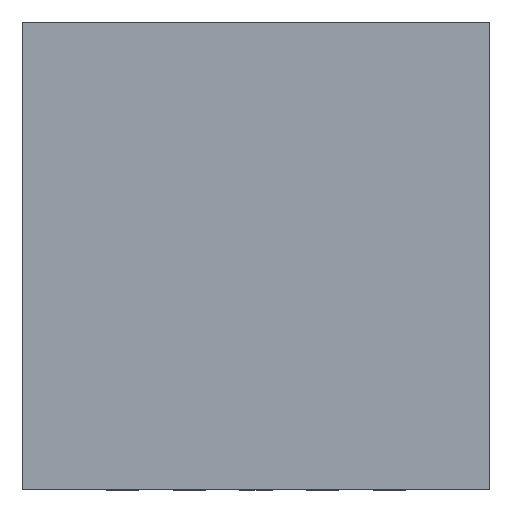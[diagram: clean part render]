
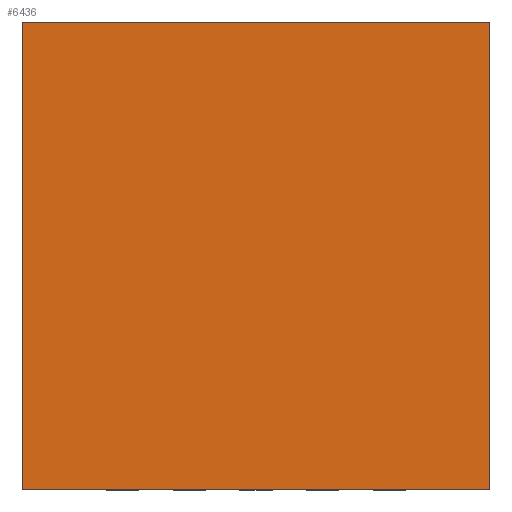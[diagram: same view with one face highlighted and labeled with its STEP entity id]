
A CAD part, top view. The second image highlights one B-rep face of the part: STEP entity #6436.
In plain terms, the highlighted face is planar.
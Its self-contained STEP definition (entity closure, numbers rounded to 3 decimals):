
#468=FACE_OUTER_BOUND('',#832,.T.);
#832=EDGE_LOOP('',(#5536,#5537,#5538,#5539));
#1550=LINE('',#10123,#2296);
#1561=LINE('',#10146,#2307);
#1622=LINE('',#10288,#2368);
#1695=LINE('',#10448,#2441);
#2296=VECTOR('',#8225,3.5);
#2307=VECTOR('',#8240,3.5);
#2368=VECTOR('',#8383,3.5);
#2441=VECTOR('',#8538,3.5);
#3004=VERTEX_POINT('',#10120);
#3005=VERTEX_POINT('',#10122);
#3015=VERTEX_POINT('',#10145);
#3055=VERTEX_POINT('',#10287);
#3768=EDGE_CURVE('',#3005,#3004,#1550,.T.);
#3779=EDGE_CURVE('',#3015,#3005,#1561,.T.);
#3850=EDGE_CURVE('',#3055,#3015,#1622,.T.);
#3933=EDGE_CURVE('',#3004,#3055,#1695,.T.);
#5536=ORIENTED_EDGE('',*,*,#3768,.T.);
#5537=ORIENTED_EDGE('',*,*,#3933,.T.);
#5538=ORIENTED_EDGE('',*,*,#3850,.T.);
#5539=ORIENTED_EDGE('',*,*,#3779,.T.);
#6097=PLANE('',#6987);
#6436=ADVANCED_FACE('',(#468),#6097,.T.);
#6987=AXIS2_PLACEMENT_3D('',#10484,#8570,#8571);
#8225=DIRECTION('',(0.,0.,1.));
#8240=DIRECTION('',(-1.,0.,0.));
#8383=DIRECTION('',(0.,0.,-1.));
#8538=DIRECTION('',(1.,0.,0.));
#8570=DIRECTION('center_axis',(0.,1.,0.));
#8571=DIRECTION('ref_axis',(1.,0.,0.));
#10120=CARTESIAN_POINT('',(-1.75,0.975,1.75));
#10122=CARTESIAN_POINT('',(-1.75,0.975,-1.75));
#10123=CARTESIAN_POINT('',(-1.75,0.975,-1.75));
#10145=CARTESIAN_POINT('',(1.75,0.975,-1.75));
#10146=CARTESIAN_POINT('',(1.75,0.975,-1.75));
#10287=CARTESIAN_POINT('',(1.75,0.975,1.75));
#10288=CARTESIAN_POINT('',(1.75,0.975,1.75));
#10448=CARTESIAN_POINT('',(-1.75,0.975,1.75));
#10484=CARTESIAN_POINT('Origin',(0.,0.975,0.));
